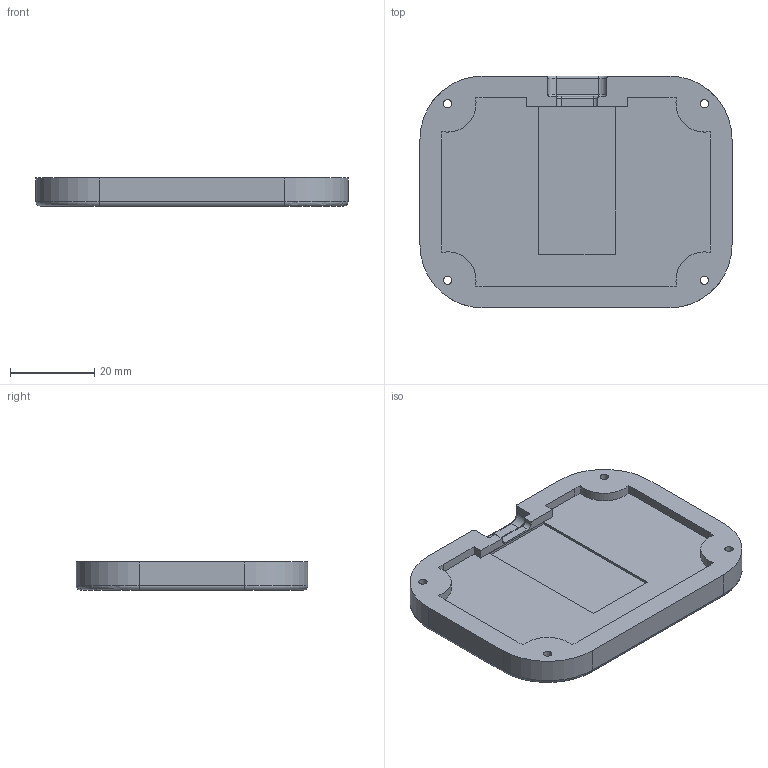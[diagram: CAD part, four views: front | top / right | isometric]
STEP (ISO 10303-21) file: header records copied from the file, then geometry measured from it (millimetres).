
FILE_DESCRIPTION(/* description */ (''),/* implementation_level */ '2;1');
FILE_NAME(/* name */ '6Key_Bottom.step',/* time_stamp */ '2020-03-07T18:12:21-05:00',/* author */ (''),/* organization */ (''),/* preprocessor_version */ 'ST-DEVELOPER v18',/* originating_system */ 'Autodesk Translation Framework v8.12.0.6',/* authorisation */ '');
FILE_SCHEMA (('AUTOMOTIVE_DESIGN { 1 0 10303 214 3 1 1 }'));
Length unit declared in the file: millimetre
Products named in the file (1): FusionComponent
Bounding box: 74.15 x 55.1 x 6.67 mm (x, y, z)
Volume: 19422.8 mm3; surface area: 9946.3 mm2
Topology: 1 solids, 1 shells, 94 faces, 245 edges, 158 vertices
Faces by surface type: cylinder 41, plane 31, torus 18, cone 4
Full cylindrical faces by diameter (mm): 2 x4, 3.5 x4
Entity records: 2985 total; most frequent: DIRECTION 563, CARTESIAN_POINT 498, ORIENTED_EDGE 490, EDGE_CURVE 245, AXIS2_PLACEMENT_3D 223, VERTEX_POINT 158, CIRCLE 128, LINE 117
